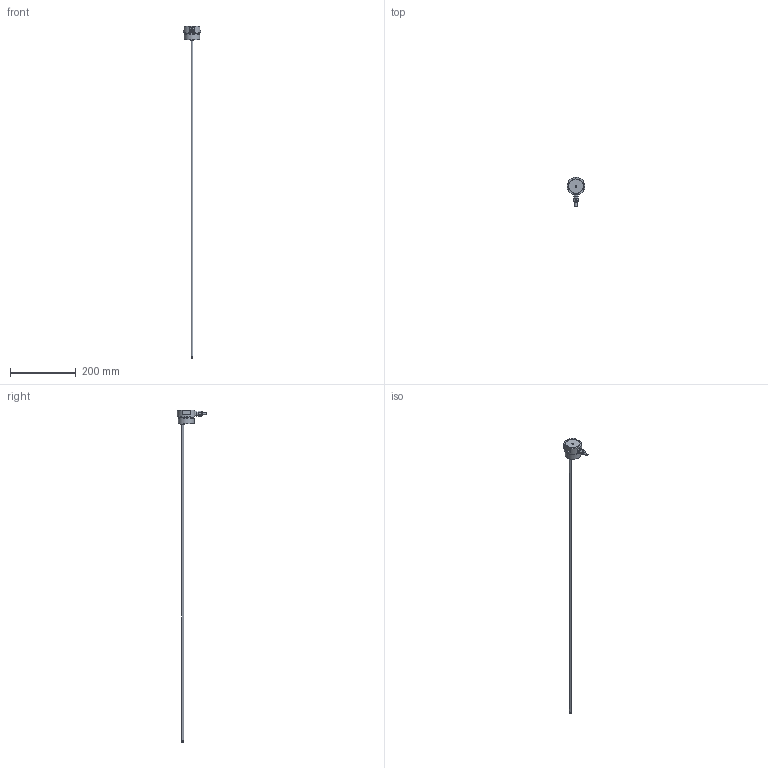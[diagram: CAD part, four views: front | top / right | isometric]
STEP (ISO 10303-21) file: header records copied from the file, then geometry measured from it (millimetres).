
FILE_DESCRIPTION(/* description */ (''),/* implementation_level */ '2;1');
FILE_NAME(/* name */ 'VNI1.stp',/* time_stamp */ '2020-01-10T13:27:32+01:00',/* author */ ('tvb'),/* organization */ (''),/* preprocessor_version */ 'ST-DEVELOPER v18',/* originating_system */ 'Autodesk Inventor 2020',/* authorisation */ '');
FILE_SCHEMA (('AUTOMOTIVE_DESIGN { 1 0 10303 214 3 1 1 }'));
Length unit declared in the file: centimetre
Products named in the file (1): VNI1
Bounding box: 54.2 x 89.2 x 1011.5 mm (x, y, z)
Volume: 114871.3 mm3; surface area: 33947.5 mm2
Topology: 2 solids, 2 shells, 94 faces, 244 edges, 166 vertices
Faces by surface type: plane 44, cylinder 27, cone 15, torus 7, sphere 1
Full cylindrical faces by diameter (mm): 5 x1, 5.8 x1, 6 x1, 6.3 x1, 6.5 x1, 10.238 x1, 12.5 x1, 13.8 x1, 42.8 x1, 43.6 x1, 44.2 x1, 47.8 x1
Entity records: 3137 total; most frequent: CARTESIAN_POINT 732, DIRECTION 503, ORIENTED_EDGE 486, EDGE_CURVE 243, AXIS2_PLACEMENT_3D 206, VERTEX_POINT 166, CIRCLE 111, EDGE_LOOP 107
